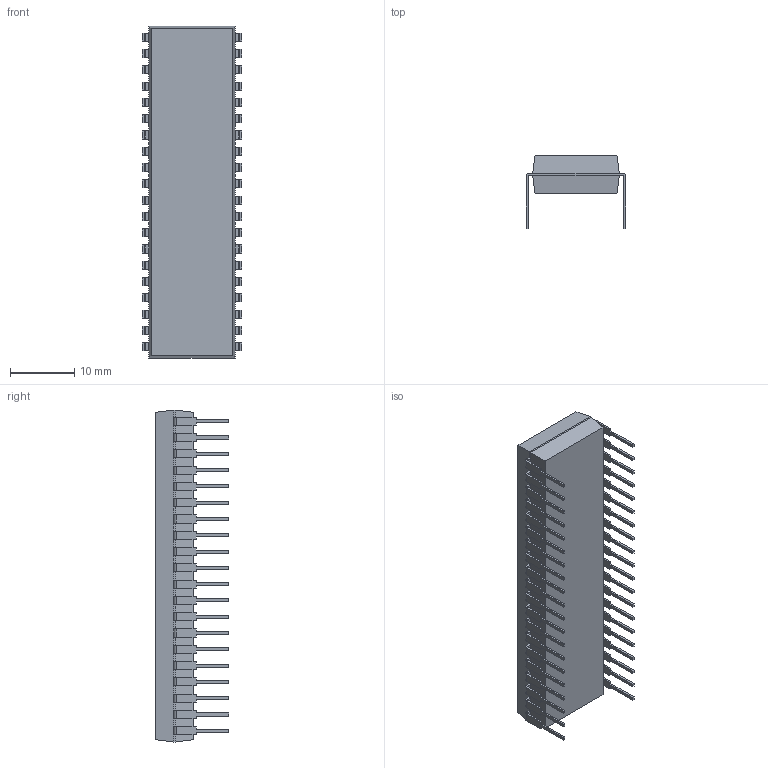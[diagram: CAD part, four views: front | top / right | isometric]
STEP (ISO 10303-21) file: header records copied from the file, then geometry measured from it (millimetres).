
FILE_DESCRIPTION (( 'STEP AP214' ), '1' );
FILE_NAME ('PIC16F887-I(slash)P.STEP', '2021-07-12T19:26:55', ( '' ), ( '' ), 'SwSTEP 2.0', 'SolidWorks 2017', '' );
FILE_SCHEMA (( 'AUTOMOTIVE_DESIGN' ));
Length unit declared in the file: inch
Products named in the file (1): PIC16F887-I(slash)P
Bounding box: 15.53 x 11.43 x 51.75 mm (x, y, z)
Volume: 4123 mm3; surface area: 2938.9 mm2
Topology: 42 solids, 42 shells, 586 faces, 1493 edges, 992 vertices
Faces by surface type: plane 500, cylinder 86
Entity records: 17960 total; most frequent: CARTESIAN_POINT 3072, ORIENTED_EDGE 2986, DIRECTION 2839, EDGE_CURVE 1493, VECTOR 1321, LINE 1321, VERTEX_POINT 992, AXIS2_PLACEMENT_3D 759
